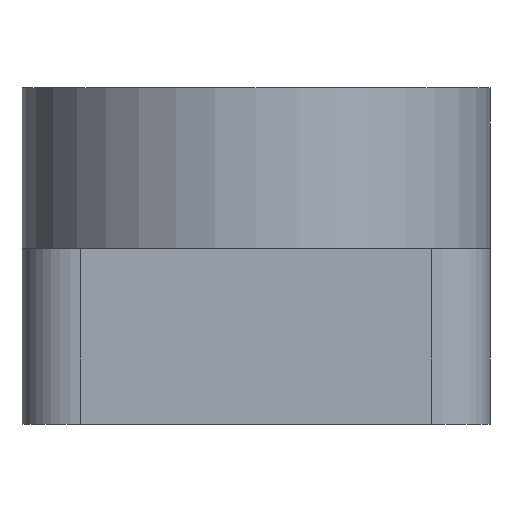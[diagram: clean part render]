
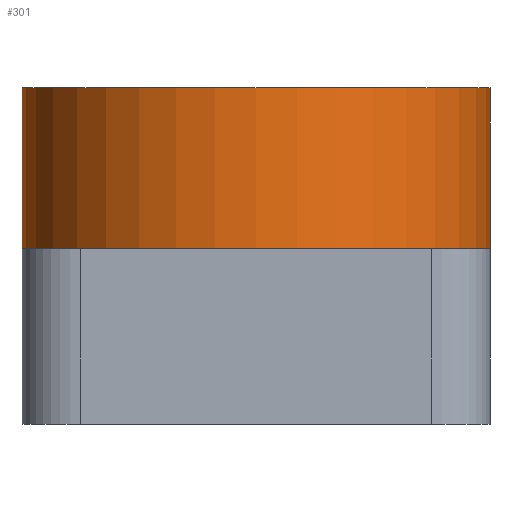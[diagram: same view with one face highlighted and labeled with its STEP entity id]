
A CAD part, left-side view. The second image highlights one B-rep face of the part: STEP entity #301.
In plain terms, the highlighted cylindrical face has radius 4 mm (diameter 8 mm), a full revolution.
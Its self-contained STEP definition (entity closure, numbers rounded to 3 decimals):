
#42=FACE_OUTER_BOUND('',#60,.T.);
#60=EDGE_LOOP('',(#259,#260,#261,#262,#263,#264,#265));
#88=LINE('',#535,#110);
#110=VECTOR('',#448,4.);
#114=CIRCLE('',#330,4.);
#115=CIRCLE('',#331,4.);
#121=CIRCLE('',#341,4.);
#128=CIRCLE('',#355,4.);
#129=CIRCLE('',#356,4.);
#134=VERTEX_POINT('',#464);
#139=VERTEX_POINT('',#476);
#140=VERTEX_POINT('',#478);
#155=VERTEX_POINT('',#531);
#156=VERTEX_POINT('',#532);
#168=EDGE_CURVE('',#140,#139,#114,.T.);
#169=EDGE_CURVE('',#134,#140,#115,.T.);
#182=EDGE_CURVE('',#139,#134,#121,.T.);
#195=EDGE_CURVE('',#155,#156,#128,.T.);
#196=EDGE_CURVE('',#156,#155,#129,.T.);
#197=EDGE_CURVE('',#156,#140,#88,.T.);
#259=ORIENTED_EDGE('',*,*,#195,.F.);
#260=ORIENTED_EDGE('',*,*,#196,.F.);
#261=ORIENTED_EDGE('',*,*,#197,.T.);
#262=ORIENTED_EDGE('',*,*,#168,.T.);
#263=ORIENTED_EDGE('',*,*,#182,.T.);
#264=ORIENTED_EDGE('',*,*,#169,.T.);
#265=ORIENTED_EDGE('',*,*,#197,.F.);
#287=CYLINDRICAL_SURFACE('',#354,4.);
#301=ADVANCED_FACE('',(#42),#287,.T.);
#330=AXIS2_PLACEMENT_3D('',#479,#381,#382);
#331=AXIS2_PLACEMENT_3D('',#480,#383,#384);
#341=AXIS2_PLACEMENT_3D('',#505,#410,#411);
#354=AXIS2_PLACEMENT_3D('',#530,#442,#443);
#355=AXIS2_PLACEMENT_3D('',#533,#444,#445);
#356=AXIS2_PLACEMENT_3D('',#534,#446,#447);
#381=DIRECTION('center_axis',(0.,0.,1.));
#382=DIRECTION('ref_axis',(1.,0.,0.));
#383=DIRECTION('center_axis',(0.,0.,1.));
#384=DIRECTION('ref_axis',(1.,0.,0.));
#410=DIRECTION('center_axis',(0.,0.,1.));
#411=DIRECTION('ref_axis',(1.,0.,0.));
#442=DIRECTION('center_axis',(0.,0.,1.));
#443=DIRECTION('ref_axis',(1.,0.,0.));
#444=DIRECTION('center_axis',(0.,0.,1.));
#445=DIRECTION('ref_axis',(1.,0.,0.));
#446=DIRECTION('center_axis',(0.,0.,1.));
#447=DIRECTION('ref_axis',(1.,0.,0.));
#448=DIRECTION('',(0.,0.,-1.));
#464=CARTESIAN_POINT('',(0.,4.,3.));
#476=CARTESIAN_POINT('',(0.,-4.,3.));
#478=CARTESIAN_POINT('',(-4.,0.,3.));
#479=CARTESIAN_POINT('Origin',(0.,0.,3.));
#480=CARTESIAN_POINT('Origin',(0.,0.,3.));
#505=CARTESIAN_POINT('Origin',(0.,0.,3.));
#530=CARTESIAN_POINT('Origin',(0.,0.,0.));
#531=CARTESIAN_POINT('',(4.,0.,5.75));
#532=CARTESIAN_POINT('',(-4.,0.,5.75));
#533=CARTESIAN_POINT('Origin',(0.,0.,5.75));
#534=CARTESIAN_POINT('Origin',(0.,0.,5.75));
#535=CARTESIAN_POINT('',(-4.,0.,0.));
